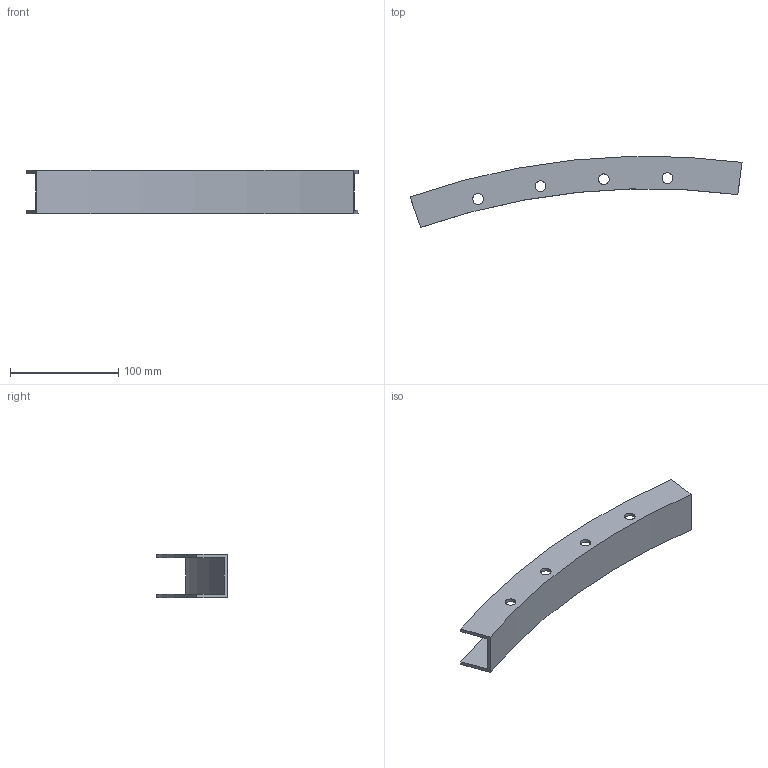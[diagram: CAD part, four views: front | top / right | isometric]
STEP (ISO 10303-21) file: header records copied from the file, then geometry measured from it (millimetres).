
FILE_DESCRIPTION((''),'2;1');
FILE_NAME('Ushape2_040819.stp','2004-08-23T11:59:23',('mihara'),(''),'Autodesk Inventor 8','Autodesk Inventor 8','');
FILE_SCHEMA(('AUTOMOTIVE_DESIGN { 1 0 10303 214 1 1 1 1 }'));
Length unit declared in the file: millimetre
Products named in the file (1): Ushape2
Bounding box: 306.6 x 65.6 x 40 mm (x, y, z)
Volume: 83214.3 mm3; surface area: 58656.2 mm2
Topology: 1 solids, 1 shells, 26 faces, 72 edges, 48 vertices
Faces by surface type: bspline 16, plane 6, cylinder 4
Entity records: 1119 total; most frequent: CARTESIAN_POINT 419, ORIENTED_EDGE 144, DIRECTION 134, EDGE_CURVE 72, AXIS2_PLACEMENT_3D 51, VERTEX_POINT 48, EDGE_LOOP 42, CIRCLE 40
